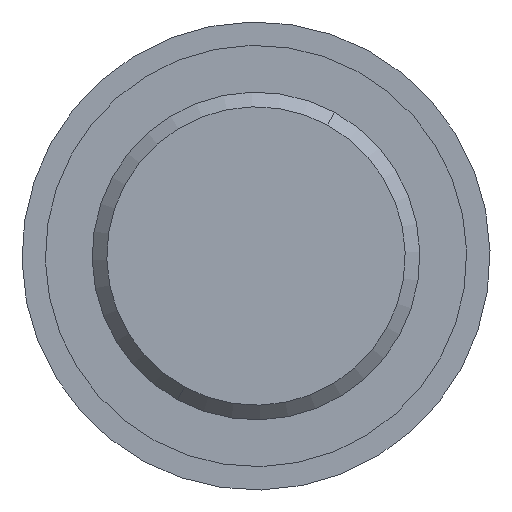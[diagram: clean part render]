
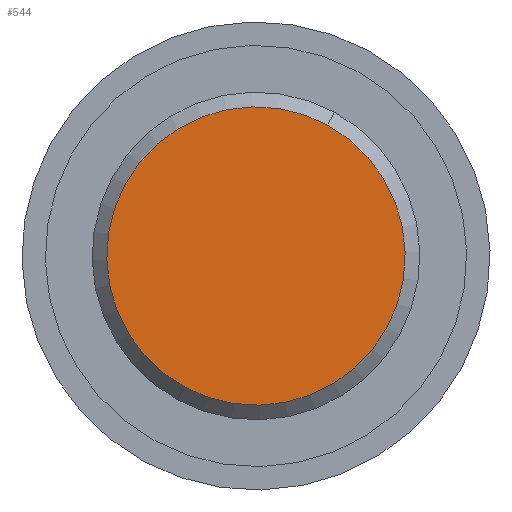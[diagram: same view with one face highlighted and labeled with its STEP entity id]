
A CAD part, front view. The second image highlights one B-rep face of the part: STEP entity #544.
In plain terms, the highlighted planar face has unit normal (0, -1, 0).
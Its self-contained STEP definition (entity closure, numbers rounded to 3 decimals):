
#464=AXIS2_PLACEMENT_3D('Circle Axis2P3D',#462,#463,$) ;
#483=AXIS2_PLACEMENT_3D('Circle Axis2P3D',#481,#482,$) ;
#538=AXIS2_PLACEMENT_3D('Plane Axis2P3D',#535,#536,#537) ;
#459=CARTESIAN_POINT('Vertex',(3.056,-15.,5.595)) ;
#462=CARTESIAN_POINT('Axis2P3D Location',(0.,-15.,0.)) ;
#466=CARTESIAN_POINT('Vertex',(-3.056,-15.,-5.595)) ;
#481=CARTESIAN_POINT('Axis2P3D Location',(0.,-15.,0.)) ;
#535=CARTESIAN_POINT('Axis2P3D Location',(0.,-15.,6.375)) ;
#463=DIRECTION('Axis2P3D Direction',(0.,1.,0.)) ;
#482=DIRECTION('Axis2P3D Direction',(0.,1.,0.)) ;
#536=DIRECTION('Axis2P3D Direction',(0.,1.,0.)) ;
#537=DIRECTION('Axis2P3D XDirection',(1.,-0.,0.)) ;
#541=ORIENTED_EDGE('',*,*,#468,.F.) ;
#542=ORIENTED_EDGE('',*,*,#485,.F.) ;
#544=ADVANCED_FACE('Corps principal',(#543),#539,.F.) ;
#465=CIRCLE('generated circle',#464,6.375) ;
#484=CIRCLE('generated circle',#483,6.375) ;
#468=EDGE_CURVE('',#460,#467,#465,.T.) ;
#485=EDGE_CURVE('',#467,#460,#484,.T.) ;
#540=EDGE_LOOP('',(#541,#542)) ;
#543=FACE_OUTER_BOUND('',#540,.T.) ;
#539=PLANE('',#538) ;
#460=VERTEX_POINT('',#459) ;
#467=VERTEX_POINT('',#466) ;
